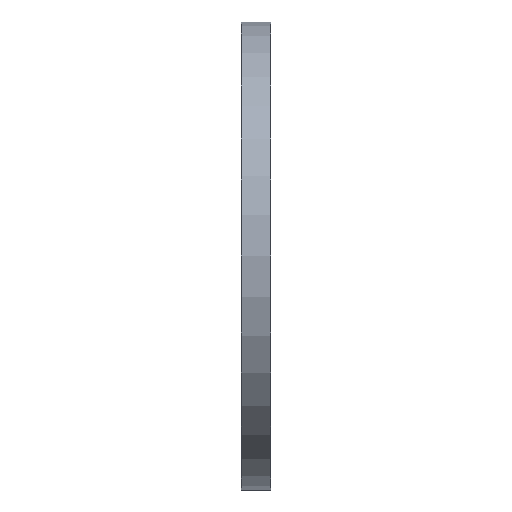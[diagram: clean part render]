
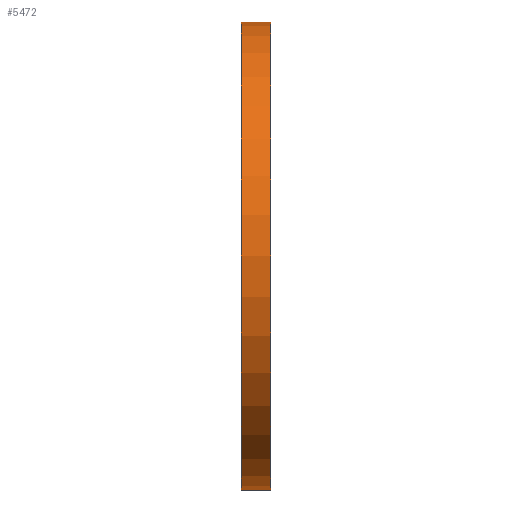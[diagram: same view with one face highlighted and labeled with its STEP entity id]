
A CAD part, left-side view. The second image highlights one B-rep face of the part: STEP entity #5472.
In plain terms, the highlighted cylindrical face has radius 16 mm (diameter 32 mm), a partial arc.
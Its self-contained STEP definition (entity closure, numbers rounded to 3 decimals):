
#184 = ORIENTED_EDGE ( 'NONE', *, *, #10475, .F. ) ;
#492 = AXIS2_PLACEMENT_3D ( 'NONE', #7044, #1174, #9060 ) ;
#1057 = VERTEX_POINT ( 'NONE', #7031 ) ;
#1158 = EDGE_CURVE ( 'NONE', #3997, #7334, #1342, .T. ) ;
#1174 = DIRECTION ( 'NONE',  ( 0., 1., 0. ) ) ;
#1342 = LINE ( 'NONE', #9006, #8849 ) ;
#1984 = EDGE_CURVE ( 'NONE', #7334, #9934, #9617, .T. ) ;
#1998 = CARTESIAN_POINT ( 'NONE',  ( 0., 1., 16. ) ) ;
#2382 = CARTESIAN_POINT ( 'NONE',  ( 0., -1., -16. ) ) ;
#2584 = CARTESIAN_POINT ( 'NONE',  ( 0., 1., -16. ) ) ;
#2627 = AXIS2_PLACEMENT_3D ( 'NONE', #2858, #10613, #10653 ) ;
#2858 = CARTESIAN_POINT ( 'NONE',  ( 0., 1., 0. ) ) ;
#3044 = LINE ( 'NONE', #1998, #7795 ) ;
#3997 = VERTEX_POINT ( 'NONE', #2584 ) ;
#4952 = DIRECTION ( 'NONE',  ( 0., -1., 0. ) ) ;
#5472 = ADVANCED_FACE ( 'NONE', ( #11458 ), #12212, .T. ) ;
#6991 = CARTESIAN_POINT ( 'NONE',  ( 0., 1., 0. ) ) ;
#7031 = CARTESIAN_POINT ( 'NONE',  ( 0., 1., 16. ) ) ;
#7044 = CARTESIAN_POINT ( 'NONE',  ( 0., -1., 0. ) ) ;
#7334 = VERTEX_POINT ( 'NONE', #2382 ) ;
#7379 = AXIS2_PLACEMENT_3D ( 'NONE', #6991, #8965, #7883 ) ;
#7795 = VECTOR ( 'NONE', #4952, 1000. ) ;
#7883 = DIRECTION ( 'NONE',  ( 0., 0., 1. ) ) ;
#8051 = CIRCLE ( 'NONE', #7379, 16. ) ;
#8207 = DIRECTION ( 'NONE',  ( 0., -1., 0. ) ) ;
#8217 = EDGE_CURVE ( 'NONE', #3997, #1057, #8051, .T. ) ;
#8635 = ORIENTED_EDGE ( 'NONE', *, *, #1158, .T. ) ;
#8849 = VECTOR ( 'NONE', #8207, 1000. ) ;
#8965 = DIRECTION ( 'NONE',  ( 0., 1., 0. ) ) ;
#9006 = CARTESIAN_POINT ( 'NONE',  ( 0., 1., -16. ) ) ;
#9060 = DIRECTION ( 'NONE',  ( 0., 0., 1. ) ) ;
#9617 = CIRCLE ( 'NONE', #492, 16. ) ;
#9934 = VERTEX_POINT ( 'NONE', #12672 ) ;
#10475 = EDGE_CURVE ( 'NONE', #1057, #9934, #3044, .T. ) ;
#10613 = DIRECTION ( 'NONE',  ( 0., -1., 0. ) ) ;
#10653 = DIRECTION ( 'NONE',  ( 0., 0., -1. ) ) ;
#11200 = ORIENTED_EDGE ( 'NONE', *, *, #8217, .F. ) ;
#11458 = FACE_OUTER_BOUND ( 'NONE', #11786, .T. ) ;
#11786 = EDGE_LOOP ( 'NONE', ( #184, #11200, #8635, #12647 ) ) ;
#12212 = CYLINDRICAL_SURFACE ( 'NONE', #2627, 16. ) ;
#12647 = ORIENTED_EDGE ( 'NONE', *, *, #1984, .T. ) ;
#12672 = CARTESIAN_POINT ( 'NONE',  ( 0., -1., 16. ) ) ;
